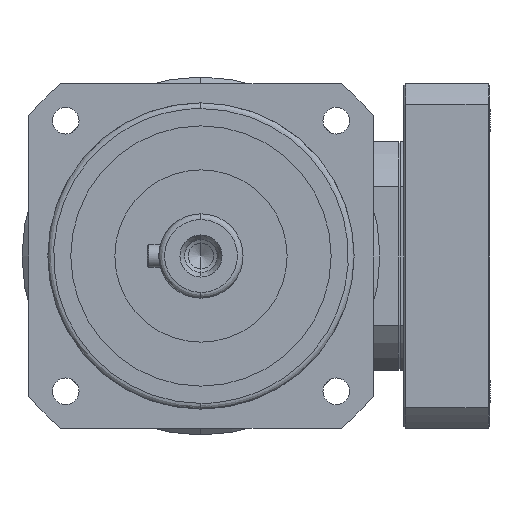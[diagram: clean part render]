
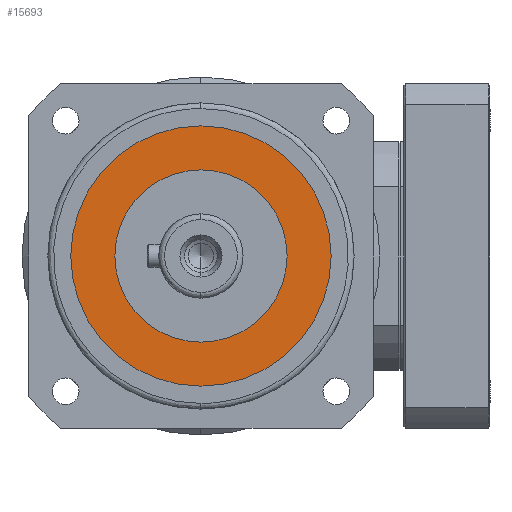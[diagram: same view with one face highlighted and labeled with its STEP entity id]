
A CAD part, left-side view. The second image highlights one B-rep face of the part: STEP entity #15693.
In plain terms, the highlighted face is planar.
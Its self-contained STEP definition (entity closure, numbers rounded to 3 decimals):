
#195 = EDGE_CURVE ( 'NONE', #11812, #26342, #10921, .T. ) ;
#526 = CARTESIAN_POINT ( 'NONE',  ( -38.01, 0., 22.5 ) ) ;
#706 = AXIS2_PLACEMENT_3D ( 'NONE', #2127, #2055, #2021 ) ;
#1745 = FACE_OUTER_BOUND ( 'NONE', #4399, .T. ) ;
#1846 = CARTESIAN_POINT ( 'NONE',  ( -38.01, 0., 34. ) ) ;
#2021 = DIRECTION ( 'NONE',  ( 0., 0., 1. ) ) ;
#2055 = DIRECTION ( 'NONE',  ( -1., 0., 0. ) ) ;
#2118 = ORIENTED_EDGE ( 'NONE', *, *, #29429, .T. ) ;
#2127 = CARTESIAN_POINT ( 'NONE',  ( -38.01, 0., 0. ) ) ;
#4399 = EDGE_LOOP ( 'NONE', ( #2118, #22876 ) ) ;
#4592 = EDGE_CURVE ( 'NONE', #26342, #11812, #30834, .T. ) ;
#4763 = EDGE_CURVE ( 'NONE', #9881, #23937, #16211, .T. ) ;
#5940 = CARTESIAN_POINT ( 'NONE',  ( -38.01, 0., 0. ) ) ;
#5987 = CARTESIAN_POINT ( 'NONE',  ( -38.01, 0., -22.5 ) ) ;
#8445 = DIRECTION ( 'NONE',  ( 0., 0., 1. ) ) ;
#9881 = VERTEX_POINT ( 'NONE', #26036 ) ;
#10921 = CIRCLE ( 'NONE', #706, 22.5 ) ;
#11812 = VERTEX_POINT ( 'NONE', #526 ) ;
#12903 = DIRECTION ( 'NONE',  ( 0., 0., 1. ) ) ;
#12938 = ORIENTED_EDGE ( 'NONE', *, *, #4592, .T. ) ;
#12997 = DIRECTION ( 'NONE',  ( 1., 0., 0. ) ) ;
#13099 = CARTESIAN_POINT ( 'NONE',  ( -38.01, 0., 0. ) ) ;
#13841 = AXIS2_PLACEMENT_3D ( 'NONE', #13099, #12997, #12903 ) ;
#14293 = FACE_BOUND ( 'NONE', #16352, .T. ) ;
#14491 = CARTESIAN_POINT ( 'NONE',  ( -38.01, 0., 0. ) ) ;
#14719 = AXIS2_PLACEMENT_3D ( 'NONE', #28919, #28821, #28614 ) ;
#15693 = ADVANCED_FACE ( 'NONE', ( #1745, #14293 ), #19254, .T. ) ;
#16211 = CIRCLE ( 'NONE', #13841, 34. ) ;
#16352 = EDGE_LOOP ( 'NONE', ( #22829, #12938 ) ) ;
#16917 = DIRECTION ( 'NONE',  ( 0., 0., -1. ) ) ;
#19254 = PLANE ( 'NONE',  #31513 ) ;
#20378 = AXIS2_PLACEMENT_3D ( 'NONE', #5940, #23220, #8445 ) ;
#22129 = CIRCLE ( 'NONE', #20378, 34. ) ;
#22829 = ORIENTED_EDGE ( 'NONE', *, *, #195, .T. ) ;
#22876 = ORIENTED_EDGE ( 'NONE', *, *, #4763, .T. ) ;
#23220 = DIRECTION ( 'NONE',  ( 1., 0., 0. ) ) ;
#23937 = VERTEX_POINT ( 'NONE', #1846 ) ;
#26036 = CARTESIAN_POINT ( 'NONE',  ( -38.01, 0., -34. ) ) ;
#26342 = VERTEX_POINT ( 'NONE', #5987 ) ;
#28614 = DIRECTION ( 'NONE',  ( 0., 0., 1. ) ) ;
#28821 = DIRECTION ( 'NONE',  ( -1., 0., 0. ) ) ;
#28919 = CARTESIAN_POINT ( 'NONE',  ( -38.01, 0., 0. ) ) ;
#29429 = EDGE_CURVE ( 'NONE', #23937, #9881, #22129, .T. ) ;
#30834 = CIRCLE ( 'NONE', #14719, 22.5 ) ;
#31513 = AXIS2_PLACEMENT_3D ( 'NONE', #14491, #31725, #16917 ) ;
#31725 = DIRECTION ( 'NONE',  ( 1., 0., 0. ) ) ;
